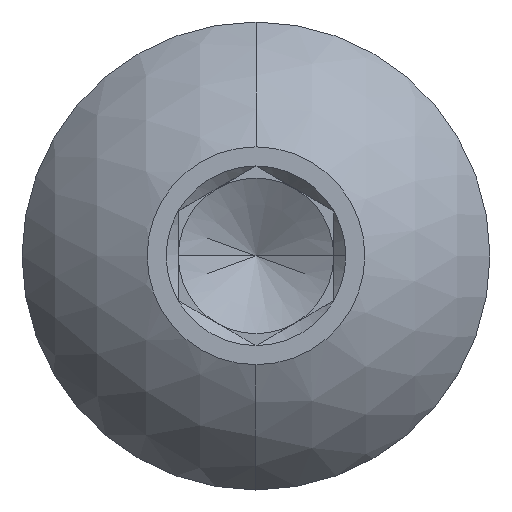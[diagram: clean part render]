
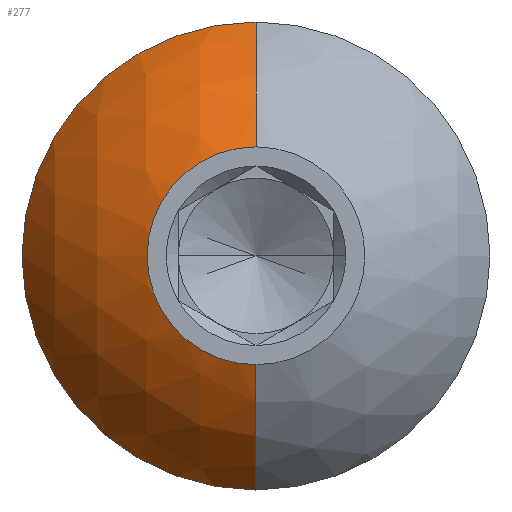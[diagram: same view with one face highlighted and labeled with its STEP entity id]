
A CAD part, top view. The second image highlights one B-rep face of the part: STEP entity #277.
In plain terms, the highlighted spherical face has radius 2.763 mm.
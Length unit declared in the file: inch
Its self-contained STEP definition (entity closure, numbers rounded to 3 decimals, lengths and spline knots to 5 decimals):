
#10 = CARTESIAN_POINT ( 'NONE',  ( 0., 0., 0.05142 ) ) ;
#60 = DIRECTION ( 'NONE',  ( 0., -1., 0. ) ) ;
#226 = CARTESIAN_POINT ( 'NONE',  ( 0., 0., 0.10614 ) ) ;
#267 = AXIS2_PLACEMENT_3D ( 'NONE', #482, #955, #442 ) ;
#277 = ADVANCED_FACE ( 'NONE', ( #2077 ), #1565, .T. ) ;
#292 = DIRECTION ( 'NONE',  ( 0., 0., 1. ) ) ;
#442 = DIRECTION ( 'NONE',  ( 1., 0., 0. ) ) ;
#467 = CARTESIAN_POINT ( 'NONE',  ( 0., 0., 0.05142 ) ) ;
#482 = CARTESIAN_POINT ( 'NONE',  ( 0., 0., 0.10614 ) ) ;
#488 = AXIS2_PLACEMENT_3D ( 'NONE', #1042, #527, #1590 ) ;
#527 = DIRECTION ( 'NONE',  ( -1., 0., 0. ) ) ;
#540 = EDGE_LOOP ( 'NONE', ( #2001, #2316, #554, #1706, #1991 ) ) ;
#554 = ORIENTED_EDGE ( 'NONE', *, *, #1292, .F. ) ;
#605 = CIRCLE ( 'NONE', #885, 0.10877 ) ;
#676 = CARTESIAN_POINT ( 'NONE',  ( 0., -0.094, 0.10614 ) ) ;
#794 = DIRECTION ( 'NONE',  ( 1., 0., 0. ) ) ;
#809 = EDGE_CURVE ( 'NONE', #2199, #1132, #1697, .T. ) ;
#850 = EDGE_CURVE ( 'NONE', #1132, #3365, #904, .T. ) ;
#871 = EDGE_CURVE ( 'NONE', #2199, #3412, #605, .T. ) ;
#885 = AXIS2_PLACEMENT_3D ( 'NONE', #467, #2332, #1790 ) ;
#904 = CIRCLE ( 'NONE', #267, 0.094 ) ;
#955 = DIRECTION ( 'NONE',  ( 0., 0., 1. ) ) ;
#1042 = CARTESIAN_POINT ( 'NONE',  ( 0., 0., 0.05142 ) ) ;
#1132 = VERTEX_POINT ( 'NONE', #2566 ) ;
#1292 = EDGE_CURVE ( 'NONE', #3412, #3161, #1904, .T. ) ;
#1565 = SPHERICAL_SURFACE ( 'NONE', #488, 0.10877 ) ;
#1590 = DIRECTION ( 'NONE',  ( 0., 1., 0. ) ) ;
#1697 = CIRCLE ( 'NONE', #2652, 0.094 ) ;
#1706 = ORIENTED_EDGE ( 'NONE', *, *, #871, .F. ) ;
#1790 = DIRECTION ( 'NONE',  ( 0., 0., -1. ) ) ;
#1867 = CARTESIAN_POINT ( 'NONE',  ( 0., -0.04375, 0.151 ) ) ;
#1883 = CARTESIAN_POINT ( 'NONE',  ( 0., 0., 0.151 ) ) ;
#1904 = CIRCLE ( 'NONE', #2526, 0.04375 ) ;
#1975 = EDGE_CURVE ( 'NONE', #3365, #3161, #2711, .T. ) ;
#1991 = ORIENTED_EDGE ( 'NONE', *, *, #809, .T. ) ;
#2001 = ORIENTED_EDGE ( 'NONE', *, *, #850, .T. ) ;
#2077 = FACE_OUTER_BOUND ( 'NONE', #540, .T. ) ;
#2199 = VERTEX_POINT ( 'NONE', #3516 ) ;
#2316 = ORIENTED_EDGE ( 'NONE', *, *, #1975, .T. ) ;
#2332 = DIRECTION ( 'NONE',  ( 1., 0., 0. ) ) ;
#2432 = DIRECTION ( 'NONE',  ( -1., 0., 0. ) ) ;
#2481 = CARTESIAN_POINT ( 'NONE',  ( 0., 0.04375, 0.151 ) ) ;
#2526 = AXIS2_PLACEMENT_3D ( 'NONE', #1883, #292, #794 ) ;
#2566 = CARTESIAN_POINT ( 'NONE',  ( -0.094, 0., 0.10614 ) ) ;
#2652 = AXIS2_PLACEMENT_3D ( 'NONE', #226, #3239, #3321 ) ;
#2711 = CIRCLE ( 'NONE', #3479, 0.10877 ) ;
#3161 = VERTEX_POINT ( 'NONE', #1867 ) ;
#3239 = DIRECTION ( 'NONE',  ( 0., 0., 1. ) ) ;
#3321 = DIRECTION ( 'NONE',  ( 1., 0., 0. ) ) ;
#3365 = VERTEX_POINT ( 'NONE', #676 ) ;
#3412 = VERTEX_POINT ( 'NONE', #2481 ) ;
#3479 = AXIS2_PLACEMENT_3D ( 'NONE', #10, #2432, #60 ) ;
#3516 = CARTESIAN_POINT ( 'NONE',  ( 0., 0.094, 0.10614 ) ) ;
